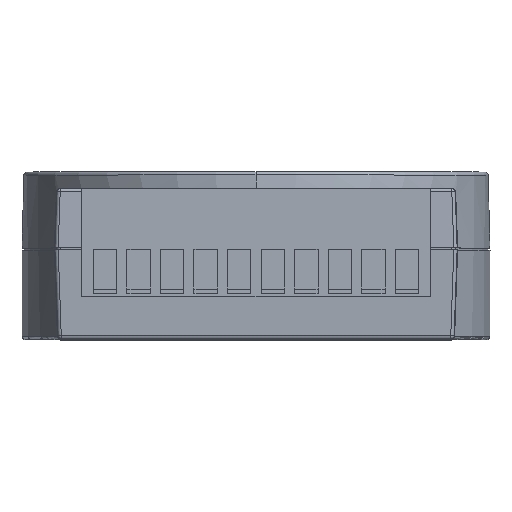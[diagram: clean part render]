
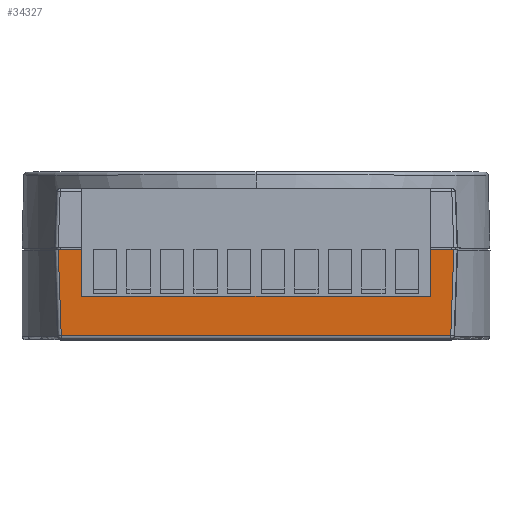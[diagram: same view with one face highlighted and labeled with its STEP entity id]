
A CAD part, top view. The second image highlights one B-rep face of the part: STEP entity #34327.
In plain terms, the highlighted planar face has unit normal (0, -0.035, 0.999).
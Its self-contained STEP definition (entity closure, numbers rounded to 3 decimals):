
#13074 = CARTESIAN_POINT ( 'NONE',  ( -26., -0.15, 50.995 ) ) ;
#13083 = DIRECTION ( 'NONE',  ( 1., 0., 0. ) ) ;
#13084 = VECTOR ( 'NONE', #13083, 1000. ) ;
#13085 = CARTESIAN_POINT ( 'NONE',  ( 30., -0.15, 50.995 ) ) ;
#13086 = LINE ( 'NONE', #13085, #13084 ) ;
#13088 = CARTESIAN_POINT ( 'NONE',  ( -29.495, -0.15, 50.995 ) ) ;
#13829 = CARTESIAN_POINT ( 'NONE',  ( 26., -0.15, 50.995 ) ) ;
#13868 = CARTESIAN_POINT ( 'NONE',  ( 29.495, -0.15, 50.995 ) ) ;
#13869 = DIRECTION ( 'NONE',  ( 1., 0., 0. ) ) ;
#13870 = VECTOR ( 'NONE', #13869, 1000. ) ;
#13871 = CARTESIAN_POINT ( 'NONE',  ( 30., -0.15, 50.995 ) ) ;
#13872 = LINE ( 'NONE', #13871, #13870 ) ;
#34267 = EDGE_CURVE ( 'NONE', #34470, #34479, #47626, .T. ) ;
#34269 = ORIENTED_EDGE ( 'NONE', *, *, #34267, .T. ) ;
#34273 = EDGE_LOOP ( 'NONE', ( #34269, #34486, #34487, #34493, #34413, #34439, #38200, #34566 ) ) ;
#34327 = ADVANCED_FACE ( 'NONE', ( #47814 ), #47790, .T. ) ;
#34406 = EDGE_CURVE ( 'NONE', #53540, #34410, #47993, .T. ) ;
#34409 = EDGE_CURVE ( 'NONE', #34410, #34428, #47970, .T. ) ;
#34410 = VERTEX_POINT ( 'NONE', #47966 ) ;
#34413 = ORIENTED_EDGE ( 'NONE', *, *, #34409, .T. ) ;
#34428 = VERTEX_POINT ( 'NONE', #48025 ) ;
#34439 = ORIENTED_EDGE ( 'NONE', *, *, #34442, .T. ) ;
#34442 = EDGE_CURVE ( 'NONE', #34428, #55164, #47996, .T. ) ;
#34470 = VERTEX_POINT ( 'NONE', #48073 ) ;
#34479 = VERTEX_POINT ( 'NONE', #48086 ) ;
#34486 = ORIENTED_EDGE ( 'NONE', *, *, #34497, .T. ) ;
#34487 = ORIENTED_EDGE ( 'NONE', *, *, #53557, .F. ) ;
#34493 = ORIENTED_EDGE ( 'NONE', *, *, #34406, .T. ) ;
#34497 = EDGE_CURVE ( 'NONE', #34479, #53576, #48172, .T. ) ;
#34564 = EDGE_CURVE ( 'NONE', #55125, #34470, #48435, .T. ) ;
#34566 = ORIENTED_EDGE ( 'NONE', *, *, #34564, .T. ) ;
#38200 = ORIENTED_EDGE ( 'NONE', *, *, #55156, .F. ) ;
#47600 = DIRECTION ( 'NONE',  ( -1., 0., 0. ) ) ;
#47601 = VECTOR ( 'NONE', #47600, 1000. ) ;
#47602 = CARTESIAN_POINT ( 'NONE',  ( 30., -7.097, 50.752 ) ) ;
#47626 = LINE ( 'NONE', #47602, #47601 ) ;
#47787 = DIRECTION ( 'NONE',  ( 0., -0.035, 0.999 ) ) ;
#47788 = CARTESIAN_POINT ( 'NONE',  ( 30., 0., 51. ) ) ;
#47789 = AXIS2_PLACEMENT_3D ( 'NONE', #47788, #47787, #47796 ) ;
#47790 = PLANE ( 'NONE',  #47789 ) ;
#47796 = DIRECTION ( 'NONE',  ( 0., -0.999, -0.035 ) ) ;
#47814 = FACE_OUTER_BOUND ( 'NONE', #34273, .T. ) ;
#47966 = CARTESIAN_POINT ( 'NONE',  ( -29.046, -13.017, 50.545 ) ) ;
#47967 = DIRECTION ( 'NONE',  ( 1., 0., 0. ) ) ;
#47968 = VECTOR ( 'NONE', #47967, 1000. ) ;
#47969 = CARTESIAN_POINT ( 'NONE',  ( 29.529, -13.017, 50.545 ) ) ;
#47970 = LINE ( 'NONE', #47969, #47968 ) ;
#47978 = DIRECTION ( 'NONE',  ( 0.035, -0.999, -0.035 ) ) ;
#47979 = VECTOR ( 'NONE', #47978, 1000. ) ;
#47992 = CARTESIAN_POINT ( 'NONE',  ( -29.428, -2.073, 50.928 ) ) ;
#47993 = LINE ( 'NONE', #47992, #47979 ) ;
#47995 = CARTESIAN_POINT ( 'NONE',  ( 29.501, 0.017, 51.001 ) ) ;
#47996 = LINE ( 'NONE', #47995, #48053 ) ;
#48025 = CARTESIAN_POINT ( 'NONE',  ( 29.046, -13.017, 50.545 ) ) ;
#48052 = DIRECTION ( 'NONE',  ( 0.035, 0.999, 0.035 ) ) ;
#48053 = VECTOR ( 'NONE', #48052, 1000. ) ;
#48073 = CARTESIAN_POINT ( 'NONE',  ( 26., -7.097, 50.752 ) ) ;
#48086 = CARTESIAN_POINT ( 'NONE',  ( -26., -7.097, 50.752 ) ) ;
#48169 = DIRECTION ( 'NONE',  ( 0., 0.999, 0.035 ) ) ;
#48170 = VECTOR ( 'NONE', #48169, 1000. ) ;
#48171 = CARTESIAN_POINT ( 'NONE',  ( -26., 0., 51. ) ) ;
#48172 = LINE ( 'NONE', #48171, #48170 ) ;
#48432 = DIRECTION ( 'NONE',  ( 0., -0.999, -0.035 ) ) ;
#48433 = VECTOR ( 'NONE', #48432, 1000. ) ;
#48434 = CARTESIAN_POINT ( 'NONE',  ( 26., 0., 51. ) ) ;
#48435 = LINE ( 'NONE', #48434, #48433 ) ;
#53540 = VERTEX_POINT ( 'NONE', #13088 ) ;
#53557 = EDGE_CURVE ( 'NONE', #53540, #53576, #13086, .T. ) ;
#53576 = VERTEX_POINT ( 'NONE', #13074 ) ;
#55125 = VERTEX_POINT ( 'NONE', #13829 ) ;
#55156 = EDGE_CURVE ( 'NONE', #55125, #55164, #13872, .T. ) ;
#55164 = VERTEX_POINT ( 'NONE', #13868 ) ;
